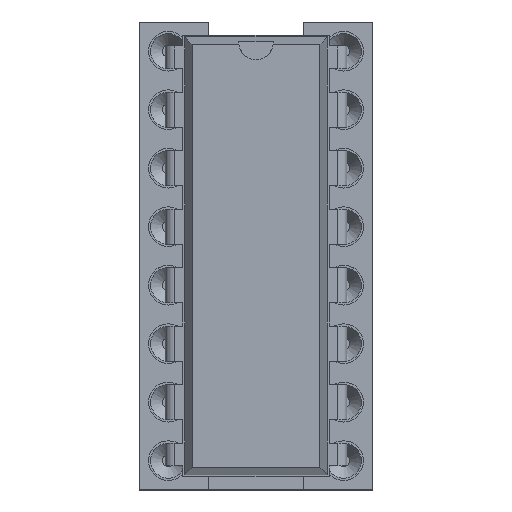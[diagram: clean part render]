
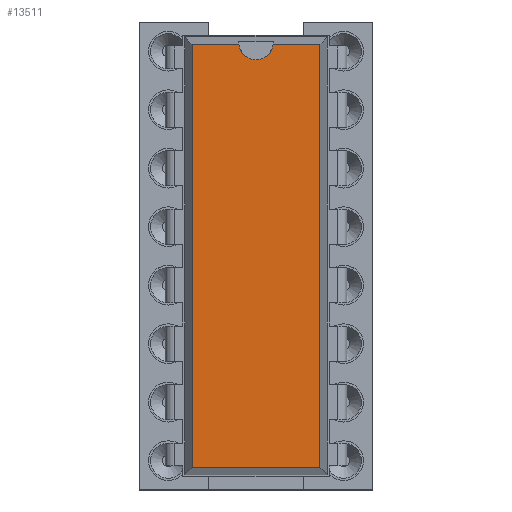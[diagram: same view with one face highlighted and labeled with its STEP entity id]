
A CAD part, top view. The second image highlights one B-rep face of the part: STEP entity #13511.
In plain terms, the highlighted planar face has unit normal (0, 0, 1).
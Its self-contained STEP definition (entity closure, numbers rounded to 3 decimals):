
#9971 = VERTEX_POINT('',#9972);
#9972 = CARTESIAN_POINT('',(6.586,0.3,7.28));
#9977 = EDGE_CURVE('',#9978,#9971,#9980,.T.);
#9978 = VERTEX_POINT('',#9979);
#9979 = CARTESIAN_POINT('',(6.586,-18.08,7.28));
#9980 = LINE('',#9981,#9982);
#9981 = CARTESIAN_POINT('',(6.586,-18.08,7.28));
#9982 = VECTOR('',#9983,1.);
#9983 = DIRECTION('',(0.,1.,0.));
#11537 = VERTEX_POINT('',#11538);
#11538 = CARTESIAN_POINT('',(1.034,0.3,7.28));
#11543 = EDGE_CURVE('',#11544,#11537,#11546,.T.);
#11544 = VERTEX_POINT('',#11545);
#11545 = CARTESIAN_POINT('',(3.064,0.3,7.28));
#11546 = LINE('',#11547,#11548);
#11547 = CARTESIAN_POINT('',(6.586,0.3,7.28));
#11548 = VECTOR('',#11549,1.);
#11549 = DIRECTION('',(-1.,0.,0.));
#11764 = VERTEX_POINT('',#11765);
#11765 = CARTESIAN_POINT('',(4.556,0.3,7.28));
#11869 = EDGE_CURVE('',#9971,#11764,#11870,.T.);
#11870 = LINE('',#11871,#11872);
#11871 = CARTESIAN_POINT('',(6.586,0.3,7.28));
#11872 = VECTOR('',#11873,1.);
#11873 = DIRECTION('',(-1.,0.,0.));
#11941 = VERTEX_POINT('',#11942);
#11942 = CARTESIAN_POINT('',(1.034,-18.08,7.28));
#11947 = EDGE_CURVE('',#11537,#11941,#11948,.T.);
#11948 = LINE('',#11949,#11950);
#11949 = CARTESIAN_POINT('',(1.034,0.3,7.28));
#11950 = VECTOR('',#11951,1.);
#11951 = DIRECTION('',(0.,-1.,0.));
#13500 = EDGE_CURVE('',#11941,#9978,#13501,.T.);
#13501 = LINE('',#13502,#13503);
#13502 = CARTESIAN_POINT('',(1.034,-18.08,7.28));
#13503 = VECTOR('',#13504,1.);
#13504 = DIRECTION('',(1.,0.,0.));
#13511 = ADVANCED_FACE('',(#13512),#13535,.F.);
#13512 = FACE_BOUND('',#13513,.F.);
#13513 = EDGE_LOOP('',(#13514,#13515,#13516,#13517,#13518,#13527,#13534)
  );
#13514 = ORIENTED_EDGE('',*,*,#9977,.F.);
#13515 = ORIENTED_EDGE('',*,*,#13500,.F.);
#13516 = ORIENTED_EDGE('',*,*,#11947,.F.);
#13517 = ORIENTED_EDGE('',*,*,#11543,.F.);
#13518 = ORIENTED_EDGE('',*,*,#13519,.F.);
#13519 = EDGE_CURVE('',#13520,#11544,#13522,.T.);
#13520 = VERTEX_POINT('',#13521);
#13521 = CARTESIAN_POINT('',(3.81,-0.375,7.28));
#13522 = CIRCLE('',#13523,0.75);
#13523 = AXIS2_PLACEMENT_3D('',#13524,#13525,#13526);
#13524 = CARTESIAN_POINT('',(3.81,0.375,7.28));
#13525 = DIRECTION('',(0.,0.,-1.));
#13526 = DIRECTION('',(0.,-1.,0.));
#13527 = ORIENTED_EDGE('',*,*,#13528,.F.);
#13528 = EDGE_CURVE('',#11764,#13520,#13529,.T.);
#13529 = CIRCLE('',#13530,0.75);
#13530 = AXIS2_PLACEMENT_3D('',#13531,#13532,#13533);
#13531 = CARTESIAN_POINT('',(3.81,0.375,7.28));
#13532 = DIRECTION('',(0.,0.,-1.));
#13533 = DIRECTION('',(0.,-1.,0.));
#13534 = ORIENTED_EDGE('',*,*,#11869,.F.);
#13535 = PLANE('',#13536);
#13536 = AXIS2_PLACEMENT_3D('',#13537,#13538,#13539);
#13537 = CARTESIAN_POINT('',(6.586,-18.08,7.28));
#13538 = DIRECTION('',(0.,0.,-1.));
#13539 = DIRECTION('',(-0.289,0.957,0.));
